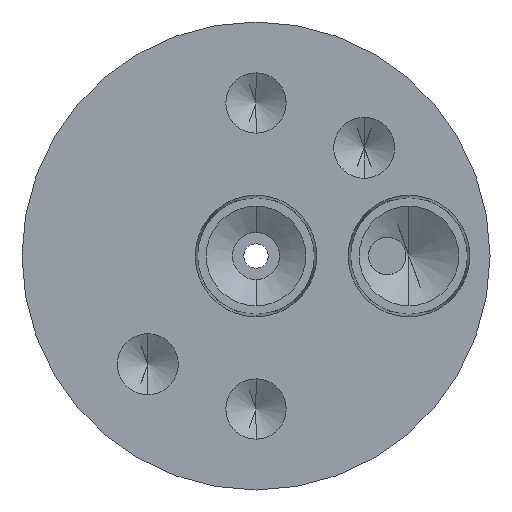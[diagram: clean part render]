
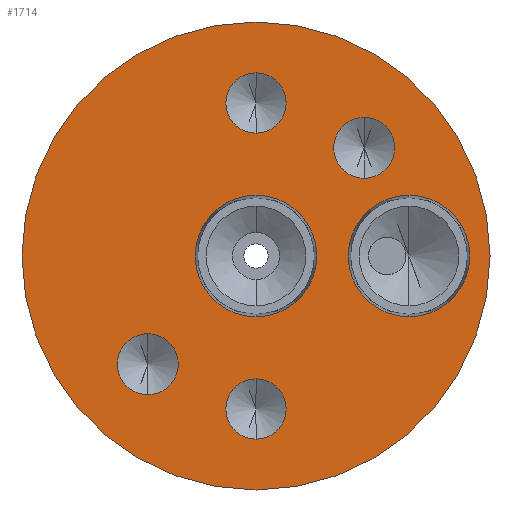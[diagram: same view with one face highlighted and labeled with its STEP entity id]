
A CAD part, front view. The second image highlights one B-rep face of the part: STEP entity #1714.
In plain terms, the highlighted planar face has unit normal (0, -1, 0).
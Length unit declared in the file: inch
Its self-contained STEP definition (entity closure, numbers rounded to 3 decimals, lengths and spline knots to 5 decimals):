
#41 = AXIS2_PLACEMENT_3D ( 'NONE', #2919, #1951, #3787 ) ;
#57 = CARTESIAN_POINT ( 'NONE',  ( -0.36062, -0.625, -0.25906 ) ) ;
#70 = CARTESIAN_POINT ( 'NONE',  ( 0., -0.625, 0.51 ) ) ;
#78 = ORIENTED_EDGE ( 'NONE', *, *, #3008, .F. ) ;
#158 = EDGE_LOOP ( 'NONE', ( #2143, #971 ) ) ;
#172 = EDGE_LOOP ( 'NONE', ( #3470, #835 ) ) ;
#180 = CIRCLE ( 'NONE', #1836, 0.1005 ) ;
#210 = EDGE_LOOP ( 'NONE', ( #1233, #3073 ) ) ;
#229 = DIRECTION ( 'NONE',  ( 0., 0., 1. ) ) ;
#265 = DIRECTION ( 'NONE',  ( 0., -1., 0. ) ) ;
#300 = CARTESIAN_POINT ( 'NONE',  ( 0., -0.625, -0.2025 ) ) ;
#323 = VERTEX_POINT ( 'NONE', #57 ) ;
#324 = EDGE_LOOP ( 'NONE', ( #1395, #78 ) ) ;
#335 = VERTEX_POINT ( 'NONE', #3653 ) ;
#339 = EDGE_CURVE ( 'NONE', #3626, #843, #1206, .T. ) ;
#381 = DIRECTION ( 'NONE',  ( 0., -1., 0. ) ) ;
#418 = ORIENTED_EDGE ( 'NONE', *, *, #1533, .F. ) ;
#468 = CARTESIAN_POINT ( 'NONE',  ( 0., -0.625, -0.6105 ) ) ;
#494 = CARTESIAN_POINT ( 'NONE',  ( 0., -0.625, -0.51 ) ) ;
#527 = EDGE_CURVE ( 'NONE', #3367, #3767, #2767, .T. ) ;
#530 = AXIS2_PLACEMENT_3D ( 'NONE', #1018, #1732, #3178 ) ;
#551 = FACE_BOUND ( 'NONE', #324, .T. ) ;
#564 = CARTESIAN_POINT ( 'NONE',  ( 0.51, -0.625, 0.20251 ) ) ;
#591 = FACE_BOUND ( 'NONE', #1571, .T. ) ;
#638 = CIRCLE ( 'NONE', #3353, 0.78 ) ;
#647 = CARTESIAN_POINT ( 'NONE',  ( 0., -0.625, -0.78 ) ) ;
#661 = DIRECTION ( 'NONE',  ( 0., 0., 1. ) ) ;
#663 = CIRCLE ( 'NONE', #1932, 0.1005 ) ;
#682 = VERTEX_POINT ( 'NONE', #1236 ) ;
#696 = AXIS2_PLACEMENT_3D ( 'NONE', #913, #1131, #1437 ) ;
#719 = AXIS2_PLACEMENT_3D ( 'NONE', #2874, #772, #3116 ) ;
#721 = DIRECTION ( 'NONE',  ( 0., -1., 0. ) ) ;
#758 = EDGE_CURVE ( 'NONE', #2591, #323, #3861, .T. ) ;
#762 = CIRCLE ( 'NONE', #1786, 0.20251 ) ;
#772 = DIRECTION ( 'NONE',  ( 0., -1., 0. ) ) ;
#835 = ORIENTED_EDGE ( 'NONE', *, *, #527, .F. ) ;
#843 = VERTEX_POINT ( 'NONE', #1152 ) ;
#856 = FACE_BOUND ( 'NONE', #158, .T. ) ;
#875 = FACE_BOUND ( 'NONE', #210, .T. ) ;
#913 = CARTESIAN_POINT ( 'NONE',  ( 0., -0.625, 0. ) ) ;
#971 = ORIENTED_EDGE ( 'NONE', *, *, #1289, .F. ) ;
#1000 = CARTESIAN_POINT ( 'NONE',  ( -0.78, -0.625, 0. ) ) ;
#1018 = CARTESIAN_POINT ( 'NONE',  ( 0.51, -0.625, 0. ) ) ;
#1118 = VERTEX_POINT ( 'NONE', #3556 ) ;
#1131 = DIRECTION ( 'NONE',  ( 0., -1., 0. ) ) ;
#1152 = CARTESIAN_POINT ( 'NONE',  ( 0.36062, -0.625, 0.46219 ) ) ;
#1164 = EDGE_CURVE ( 'NONE', #1118, #3323, #663, .T. ) ;
#1186 = EDGE_LOOP ( 'NONE', ( #1764, #2980 ) ) ;
#1197 = DIRECTION ( 'NONE',  ( 0., -1., 0. ) ) ;
#1206 = CIRCLE ( 'NONE', #1822, 0.10156 ) ;
#1217 = CARTESIAN_POINT ( 'NONE',  ( 0., -0.625, 0.2025 ) ) ;
#1233 = ORIENTED_EDGE ( 'NONE', *, *, #2564, .F. ) ;
#1236 = CARTESIAN_POINT ( 'NONE',  ( 0.51, -0.625, -0.20251 ) ) ;
#1289 = EDGE_CURVE ( 'NONE', #1914, #682, #2249, .T. ) ;
#1333 = VERTEX_POINT ( 'NONE', #1217 ) ;
#1337 = EDGE_CURVE ( 'NONE', #1333, #2194, #3744, .T. ) ;
#1395 = ORIENTED_EDGE ( 'NONE', *, *, #3854, .F. ) ;
#1437 = DIRECTION ( 'NONE',  ( 0., 0., -1. ) ) ;
#1474 = CARTESIAN_POINT ( 'NONE',  ( 0., -0.625, 0. ) ) ;
#1484 = CARTESIAN_POINT ( 'NONE',  ( 0., -0.625, 0. ) ) ;
#1533 = EDGE_CURVE ( 'NONE', #323, #2591, #3201, .T. ) ;
#1571 = EDGE_LOOP ( 'NONE', ( #2870, #418 ) ) ;
#1594 = DIRECTION ( 'NONE',  ( 0., -1., 0. ) ) ;
#1599 = DIRECTION ( 'NONE',  ( 0., -1., 0. ) ) ;
#1651 = CARTESIAN_POINT ( 'NONE',  ( 0., -0.625, 0.78 ) ) ;
#1683 = ORIENTED_EDGE ( 'NONE', *, *, #339, .F. ) ;
#1714 = ADVANCED_FACE ( 'NONE', ( #2634, #591, #856, #551, #875, #2671, #3016 ), #2080, .T. ) ;
#1732 = DIRECTION ( 'NONE',  ( 0., -1., 0. ) ) ;
#1764 = ORIENTED_EDGE ( 'NONE', *, *, #2526, .F. ) ;
#1786 = AXIS2_PLACEMENT_3D ( 'NONE', #3715, #1980, #2845 ) ;
#1822 = AXIS2_PLACEMENT_3D ( 'NONE', #3691, #381, #2799 ) ;
#1826 = AXIS2_PLACEMENT_3D ( 'NONE', #1474, #2951, #229 ) ;
#1836 = AXIS2_PLACEMENT_3D ( 'NONE', #70, #1599, #2504 ) ;
#1865 = DIRECTION ( 'NONE',  ( 0., 0., -1. ) ) ;
#1891 = DIRECTION ( 'NONE',  ( 0., 1., 0. ) ) ;
#1914 = VERTEX_POINT ( 'NONE', #564 ) ;
#1932 = AXIS2_PLACEMENT_3D ( 'NONE', #3655, #265, #3337 ) ;
#1945 = ORIENTED_EDGE ( 'NONE', *, *, #2353, .F. ) ;
#1951 = DIRECTION ( 'NONE',  ( 0., -1., 0. ) ) ;
#1980 = DIRECTION ( 'NONE',  ( 0., -1., 0. ) ) ;
#2023 = DIRECTION ( 'NONE',  ( 0., 0., -1. ) ) ;
#2080 = PLANE ( 'NONE',  #2627 ) ;
#2097 = AXIS2_PLACEMENT_3D ( 'NONE', #3865, #1197, #2381 ) ;
#2143 = ORIENTED_EDGE ( 'NONE', *, *, #3537, .F. ) ;
#2194 = VERTEX_POINT ( 'NONE', #300 ) ;
#2226 = EDGE_LOOP ( 'NONE', ( #1683, #1945 ) ) ;
#2249 = CIRCLE ( 'NONE', #530, 0.20251 ) ;
#2280 = CIRCLE ( 'NONE', #696, 0.2025 ) ;
#2314 = AXIS2_PLACEMENT_3D ( 'NONE', #1484, #2674, #2384 ) ;
#2353 = EDGE_CURVE ( 'NONE', #843, #3626, #2533, .T. ) ;
#2381 = DIRECTION ( 'NONE',  ( 0., 0., -1. ) ) ;
#2384 = DIRECTION ( 'NONE',  ( 0., 0., -1. ) ) ;
#2395 = CARTESIAN_POINT ( 'NONE',  ( 0., -0.625, 0.6105 ) ) ;
#2408 = CARTESIAN_POINT ( 'NONE',  ( 0.36062, -0.625, 0.25906 ) ) ;
#2465 = CARTESIAN_POINT ( 'NONE',  ( 0., -0.625, 0. ) ) ;
#2504 = DIRECTION ( 'NONE',  ( 0., 0., -1. ) ) ;
#2526 = EDGE_CURVE ( 'NONE', #2194, #1333, #2280, .T. ) ;
#2533 = CIRCLE ( 'NONE', #2911, 0.10156 ) ;
#2564 = EDGE_CURVE ( 'NONE', #3323, #1118, #3231, .T. ) ;
#2591 = VERTEX_POINT ( 'NONE', #2612 ) ;
#2612 = CARTESIAN_POINT ( 'NONE',  ( -0.36062, -0.625, -0.46219 ) ) ;
#2627 = AXIS2_PLACEMENT_3D ( 'NONE', #1000, #1594, #1865 ) ;
#2634 = FACE_BOUND ( 'NONE', #2226, .T. ) ;
#2671 = FACE_BOUND ( 'NONE', #1186, .T. ) ;
#2674 = DIRECTION ( 'NONE',  ( 0., -1., 0. ) ) ;
#2767 = CIRCLE ( 'NONE', #1826, 0.78 ) ;
#2785 = AXIS2_PLACEMENT_3D ( 'NONE', #494, #2916, #2023 ) ;
#2799 = DIRECTION ( 'NONE',  ( 0., 0., -1. ) ) ;
#2845 = DIRECTION ( 'NONE',  ( 0., 0., -1. ) ) ;
#2870 = ORIENTED_EDGE ( 'NONE', *, *, #758, .F. ) ;
#2874 = CARTESIAN_POINT ( 'NONE',  ( -0.36062, -0.625, -0.36062 ) ) ;
#2911 = AXIS2_PLACEMENT_3D ( 'NONE', #3427, #721, #3446 ) ;
#2916 = DIRECTION ( 'NONE',  ( 0., -1., 0. ) ) ;
#2919 = CARTESIAN_POINT ( 'NONE',  ( -0.36062, -0.625, -0.36062 ) ) ;
#2951 = DIRECTION ( 'NONE',  ( 0., 1., 0. ) ) ;
#2980 = ORIENTED_EDGE ( 'NONE', *, *, #1337, .F. ) ;
#3008 = EDGE_CURVE ( 'NONE', #3380, #335, #180, .T. ) ;
#3016 = FACE_OUTER_BOUND ( 'NONE', #172, .T. ) ;
#3073 = ORIENTED_EDGE ( 'NONE', *, *, #1164, .F. ) ;
#3116 = DIRECTION ( 'NONE',  ( 0., 0., -1. ) ) ;
#3178 = DIRECTION ( 'NONE',  ( 0., 0., -1. ) ) ;
#3201 = CIRCLE ( 'NONE', #41, 0.10156 ) ;
#3231 = CIRCLE ( 'NONE', #2785, 0.1005 ) ;
#3323 = VERTEX_POINT ( 'NONE', #468 ) ;
#3337 = DIRECTION ( 'NONE',  ( 0., 0., -1. ) ) ;
#3353 = AXIS2_PLACEMENT_3D ( 'NONE', #2465, #1891, #661 ) ;
#3367 = VERTEX_POINT ( 'NONE', #647 ) ;
#3380 = VERTEX_POINT ( 'NONE', #2395 ) ;
#3427 = CARTESIAN_POINT ( 'NONE',  ( 0.36062, -0.625, 0.36062 ) ) ;
#3446 = DIRECTION ( 'NONE',  ( 0., 0., -1. ) ) ;
#3470 = ORIENTED_EDGE ( 'NONE', *, *, #3619, .F. ) ;
#3537 = EDGE_CURVE ( 'NONE', #682, #1914, #762, .T. ) ;
#3556 = CARTESIAN_POINT ( 'NONE',  ( 0., -0.625, -0.4095 ) ) ;
#3619 = EDGE_CURVE ( 'NONE', #3767, #3367, #638, .T. ) ;
#3626 = VERTEX_POINT ( 'NONE', #2408 ) ;
#3653 = CARTESIAN_POINT ( 'NONE',  ( 0., -0.625, 0.4095 ) ) ;
#3655 = CARTESIAN_POINT ( 'NONE',  ( 0., -0.625, -0.51 ) ) ;
#3691 = CARTESIAN_POINT ( 'NONE',  ( 0.36062, -0.625, 0.36062 ) ) ;
#3715 = CARTESIAN_POINT ( 'NONE',  ( 0.51, -0.625, 0. ) ) ;
#3744 = CIRCLE ( 'NONE', #2314, 0.2025 ) ;
#3767 = VERTEX_POINT ( 'NONE', #1651 ) ;
#3783 = CIRCLE ( 'NONE', #2097, 0.1005 ) ;
#3787 = DIRECTION ( 'NONE',  ( 0., 0., -1. ) ) ;
#3854 = EDGE_CURVE ( 'NONE', #335, #3380, #3783, .T. ) ;
#3861 = CIRCLE ( 'NONE', #719, 0.10156 ) ;
#3865 = CARTESIAN_POINT ( 'NONE',  ( 0., -0.625, 0.51 ) ) ;
